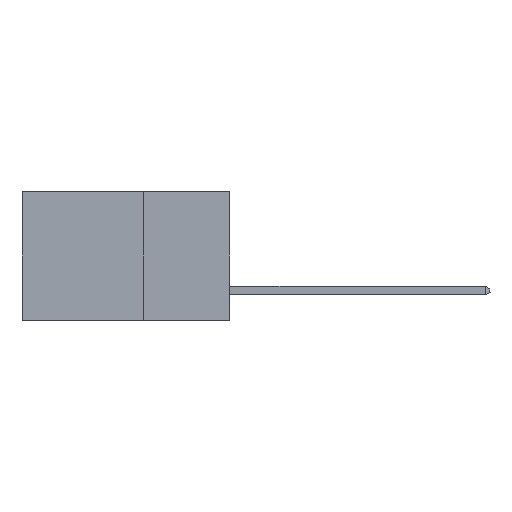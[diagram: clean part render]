
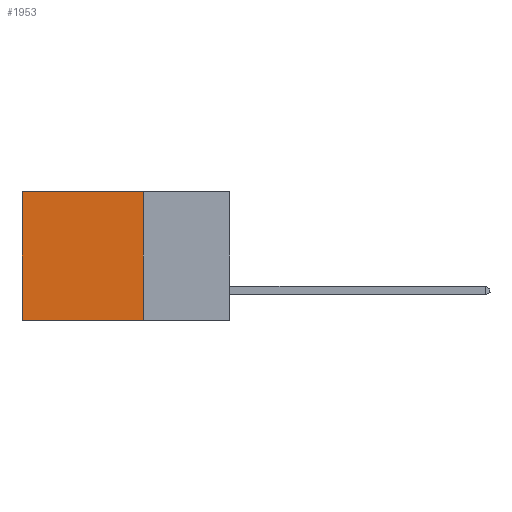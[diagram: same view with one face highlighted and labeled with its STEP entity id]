
A CAD part, left-side view. The second image highlights one B-rep face of the part: STEP entity #1953.
In plain terms, the highlighted planar face has unit normal (-1, 0, 0).
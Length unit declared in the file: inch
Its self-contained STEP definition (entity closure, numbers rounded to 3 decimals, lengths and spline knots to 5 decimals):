
#564 = AXIS2_PLACEMENT_3D ( 'NONE', #2919, #19138, #18802 ) ;
#905 = CARTESIAN_POINT ( 'NONE',  ( 0.298, 0.6, 0. ) ) ;
#1073 = VECTOR ( 'NONE', #7435, 39.37008 ) ;
#1953 = ADVANCED_FACE ( 'NONE', ( #1969 ), #12726, .F. ) ;
#1969 = FACE_OUTER_BOUND ( 'NONE', #17905, .T. ) ;
#2264 = VECTOR ( 'NONE', #17334, 39.37008 ) ;
#2563 = VERTEX_POINT ( 'NONE', #4618 ) ;
#2685 = ORIENTED_EDGE ( 'NONE', *, *, #16698, .F. ) ;
#2919 = CARTESIAN_POINT ( 'NONE',  ( 0.298, 0.25, 0. ) ) ;
#3476 = CARTESIAN_POINT ( 'NONE',  ( 0.298, 0.25, -0.37 ) ) ;
#4457 = ORIENTED_EDGE ( 'NONE', *, *, #9422, .T. ) ;
#4618 = CARTESIAN_POINT ( 'NONE',  ( 0.298, 0.6, 0. ) ) ;
#4795 = ORIENTED_EDGE ( 'NONE', *, *, #17304, .T. ) ;
#5115 = VERTEX_POINT ( 'NONE', #3476 ) ;
#5566 = VERTEX_POINT ( 'NONE', #9767 ) ;
#5651 = LINE ( 'NONE', #905, #1073 ) ;
#5811 = LINE ( 'NONE', #12603, #2264 ) ;
#6620 = CARTESIAN_POINT ( 'NONE',  ( 0.298, 0.25, 0. ) ) ;
#7435 = DIRECTION ( 'NONE',  ( 0., 0., -1. ) ) ;
#8002 = CARTESIAN_POINT ( 'NONE',  ( 0.298, 0.25, 0. ) ) ;
#9422 = EDGE_CURVE ( 'NONE', #19459, #2563, #15507, .T. ) ;
#9671 = DIRECTION ( 'NONE',  ( 0., 1., 0. ) ) ;
#9767 = CARTESIAN_POINT ( 'NONE',  ( 0.298, 0.6, -0.37 ) ) ;
#10303 = VECTOR ( 'NONE', #20127, 39.37008 ) ;
#12340 = LINE ( 'NONE', #13572, #10303 ) ;
#12603 = CARTESIAN_POINT ( 'NONE',  ( 0.298, 0.25, -0.37 ) ) ;
#12687 = VECTOR ( 'NONE', #9671, 39.37008 ) ;
#12726 = PLANE ( 'NONE',  #564 ) ;
#13572 = CARTESIAN_POINT ( 'NONE',  ( 0.298, 0.25, 0. ) ) ;
#15507 = LINE ( 'NONE', #6620, #12687 ) ;
#16698 = EDGE_CURVE ( 'NONE', #19459, #5115, #12340, .T. ) ;
#17304 = EDGE_CURVE ( 'NONE', #2563, #5566, #5651, .T. ) ;
#17334 = DIRECTION ( 'NONE',  ( 0., 1., 0. ) ) ;
#17905 = EDGE_LOOP ( 'NONE', ( #4795, #18679, #2685, #4457 ) ) ;
#18679 = ORIENTED_EDGE ( 'NONE', *, *, #20202, .F. ) ;
#18802 = DIRECTION ( 'NONE',  ( 0., 0., -1. ) ) ;
#19138 = DIRECTION ( 'NONE',  ( 1., 0., 0. ) ) ;
#19459 = VERTEX_POINT ( 'NONE', #8002 ) ;
#20127 = DIRECTION ( 'NONE',  ( 0., 0., -1. ) ) ;
#20202 = EDGE_CURVE ( 'NONE', #5115, #5566, #5811, .T. ) ;
